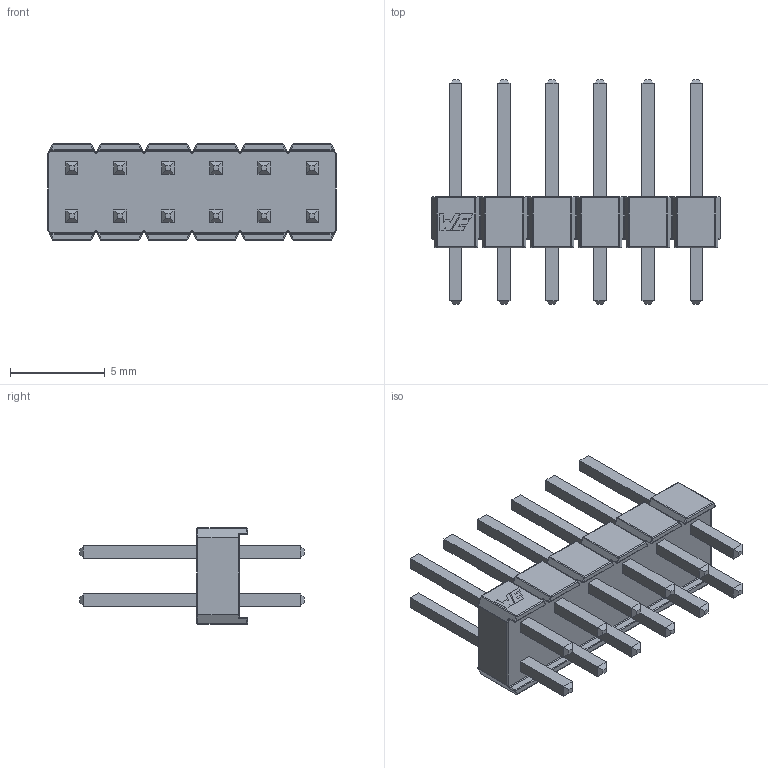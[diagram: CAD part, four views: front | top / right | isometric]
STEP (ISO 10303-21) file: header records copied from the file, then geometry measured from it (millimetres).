
FILE_DESCRIPTION(/* description */ (''),/* implementation_level */ '2;1');
FILE_NAME(/* name */ '61301221121.stp',/* time_stamp */ '2021-04-30T14:46:08+03:00',/* author */ ('thall'),/* organization */ (''),/* preprocessor_version */ 'ST-DEVELOPER v18.1',/* originating_system */ 'Autodesk Inventor 2021',/* authorisation */ '');
FILE_SCHEMA (('AUTOMOTIVE_DESIGN { 1 0 10303 214 3 1 1 }'));
Length unit declared in the file: millimetre
Products named in the file (4): 61301221121; Package; Pins; Mark
Assembly tree (3 placements, depth 2):
  61301221121
    Package
    Pins
    Mark
Bounding box: 15.24 x 11.89 x 5.08 mm (x, y, z)
Volume: 221.3 mm3; surface area: 704.3 mm2
Topology: 15 solids, 15 shells, 619 faces, 1343 edges, 754 vertices
Faces by surface type: plane 309, cylinder 186, sphere 80, bspline 24, torus 20
Entity records: 17315 total; most frequent: CARTESIAN_POINT 3563, DIRECTION 2963, ORIENTED_EDGE 2686, EDGE_CURVE 1343, AXIS2_PLACEMENT_3D 1018, LINE 927, VECTOR 927, VERTEX_POINT 754
